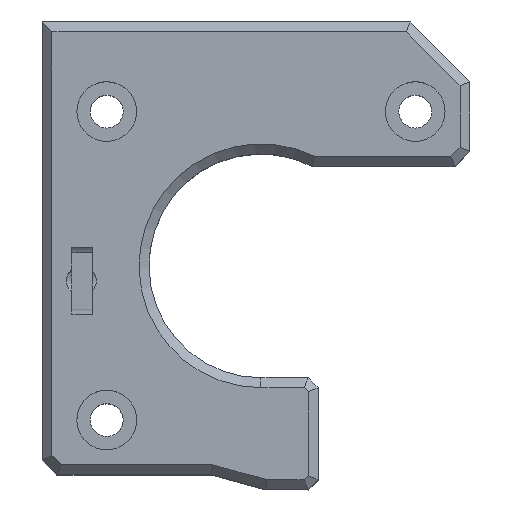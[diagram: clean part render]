
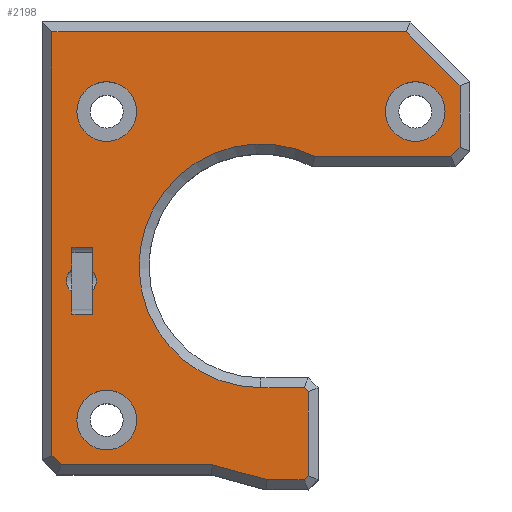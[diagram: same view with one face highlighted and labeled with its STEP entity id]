
A CAD part, top view. The second image highlights one B-rep face of the part: STEP entity #2198.
In plain terms, the highlighted planar face has unit normal (0, 0, 1).
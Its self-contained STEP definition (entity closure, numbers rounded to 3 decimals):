
#103=FACE_BOUND('',#343,.T.);
#104=FACE_BOUND('',#344,.T.);
#105=FACE_BOUND('',#345,.T.);
#106=FACE_BOUND('',#346,.T.);
#137=CIRCLE('',#2327,12.25);
#153=CIRCLE('',#2363,3.);
#154=CIRCLE('',#2364,3.);
#155=CIRCLE('',#2365,3.);
#156=CIRCLE('',#2366,1.5);
#157=CIRCLE('',#2367,1.5);
#216=FACE_OUTER_BOUND('',#342,.T.);
#342=EDGE_LOOP('',(#1565,#1566,#1567,#1568,#1569,#1570,#1571,#1572,#1573,
#1574,#1575,#1576,#1577,#1578,#1579));
#343=EDGE_LOOP('',(#1580));
#344=EDGE_LOOP('',(#1581));
#345=EDGE_LOOP('',(#1582));
#346=EDGE_LOOP('',(#1583,#1584,#1585,#1586,#1587,#1588,#1589,#1590));
#458=LINE('',#2984,#680);
#462=LINE('',#2991,#684);
#465=LINE('',#2997,#687);
#468=LINE('',#3003,#690);
#471=LINE('',#3009,#693);
#474=LINE('',#3015,#696);
#477=LINE('',#3029,#699);
#520=LINE('',#3168,#742);
#522=LINE('',#3177,#744);
#523=LINE('',#3180,#745);
#524=LINE('',#3182,#746);
#525=LINE('',#3184,#747);
#526=LINE('',#3186,#748);
#527=LINE('',#3188,#749);
#528=LINE('',#3190,#750);
#529=LINE('',#3191,#751);
#530=LINE('',#3199,#752);
#531=LINE('',#3201,#753);
#532=LINE('',#3204,#754);
#533=LINE('',#3206,#755);
#680=VECTOR('',#2470,10.);
#684=VECTOR('',#2476,10.);
#687=VECTOR('',#2481,10.);
#690=VECTOR('',#2486,10.);
#693=VECTOR('',#2491,10.);
#696=VECTOR('',#2496,10.);
#699=VECTOR('',#2507,10.);
#742=VECTOR('',#2608,10.);
#744=VECTOR('',#2616,10.);
#745=VECTOR('',#2619,10.);
#746=VECTOR('',#2620,10.);
#747=VECTOR('',#2621,10.);
#748=VECTOR('',#2622,10.);
#749=VECTOR('',#2623,10.);
#750=VECTOR('',#2624,10.);
#751=VECTOR('',#2625,10.);
#752=VECTOR('',#2632,10.);
#753=VECTOR('',#2633,10.);
#754=VECTOR('',#2636,10.);
#755=VECTOR('',#2637,10.);
#902=VERTEX_POINT('',#2981);
#903=VERTEX_POINT('',#2983);
#905=VERTEX_POINT('',#2989);
#907=VERTEX_POINT('',#2995);
#909=VERTEX_POINT('',#3001);
#911=VERTEX_POINT('',#3007);
#913=VERTEX_POINT('',#3013);
#915=VERTEX_POINT('',#3018);
#917=VERTEX_POINT('',#3027);
#956=VERTEX_POINT('',#3162);
#958=VERTEX_POINT('',#3166);
#960=VERTEX_POINT('',#3171);
#962=VERTEX_POINT('',#3175);
#963=VERTEX_POINT('',#3179);
#964=VERTEX_POINT('',#3181);
#965=VERTEX_POINT('',#3183);
#966=VERTEX_POINT('',#3185);
#967=VERTEX_POINT('',#3187);
#968=VERTEX_POINT('',#3189);
#969=VERTEX_POINT('',#3192);
#970=VERTEX_POINT('',#3194);
#971=VERTEX_POINT('',#3196);
#972=VERTEX_POINT('',#3198);
#973=VERTEX_POINT('',#3200);
#974=VERTEX_POINT('',#3202);
#975=VERTEX_POINT('',#3205);
#1114=EDGE_CURVE('',#902,#903,#458,.T.);
#1118=EDGE_CURVE('',#905,#902,#462,.T.);
#1121=EDGE_CURVE('',#907,#905,#465,.T.);
#1124=EDGE_CURVE('',#909,#907,#468,.T.);
#1127=EDGE_CURVE('',#911,#909,#471,.T.);
#1130=EDGE_CURVE('',#913,#911,#474,.T.);
#1132=EDGE_CURVE('',#915,#913,#137,.T.);
#1136=EDGE_CURVE('',#917,#915,#477,.T.);
#1194=EDGE_CURVE('',#958,#956,#520,.T.);
#1198=EDGE_CURVE('',#962,#960,#522,.T.);
#1199=EDGE_CURVE('',#963,#917,#523,.T.);
#1200=EDGE_CURVE('',#964,#963,#524,.T.);
#1201=EDGE_CURVE('',#965,#964,#525,.T.);
#1202=EDGE_CURVE('',#966,#965,#526,.T.);
#1203=EDGE_CURVE('',#967,#966,#527,.T.);
#1204=EDGE_CURVE('',#968,#967,#528,.T.);
#1205=EDGE_CURVE('',#903,#968,#529,.T.);
#1206=EDGE_CURVE('',#969,#969,#153,.T.);
#1207=EDGE_CURVE('',#970,#970,#154,.T.);
#1208=EDGE_CURVE('',#971,#971,#155,.T.);
#1209=EDGE_CURVE('',#956,#972,#530,.T.);
#1210=EDGE_CURVE('',#973,#958,#531,.T.);
#1211=EDGE_CURVE('',#974,#973,#156,.T.);
#1212=EDGE_CURVE('',#960,#974,#532,.T.);
#1213=EDGE_CURVE('',#975,#962,#533,.T.);
#1214=EDGE_CURVE('',#972,#975,#157,.T.);
#1565=ORIENTED_EDGE('',*,*,#1132,.F.);
#1566=ORIENTED_EDGE('',*,*,#1136,.F.);
#1567=ORIENTED_EDGE('',*,*,#1199,.F.);
#1568=ORIENTED_EDGE('',*,*,#1200,.F.);
#1569=ORIENTED_EDGE('',*,*,#1201,.F.);
#1570=ORIENTED_EDGE('',*,*,#1202,.F.);
#1571=ORIENTED_EDGE('',*,*,#1203,.F.);
#1572=ORIENTED_EDGE('',*,*,#1204,.F.);
#1573=ORIENTED_EDGE('',*,*,#1205,.F.);
#1574=ORIENTED_EDGE('',*,*,#1114,.F.);
#1575=ORIENTED_EDGE('',*,*,#1118,.F.);
#1576=ORIENTED_EDGE('',*,*,#1121,.F.);
#1577=ORIENTED_EDGE('',*,*,#1124,.F.);
#1578=ORIENTED_EDGE('',*,*,#1127,.F.);
#1579=ORIENTED_EDGE('',*,*,#1130,.F.);
#1580=ORIENTED_EDGE('',*,*,#1206,.F.);
#1581=ORIENTED_EDGE('',*,*,#1207,.F.);
#1582=ORIENTED_EDGE('',*,*,#1208,.F.);
#1583=ORIENTED_EDGE('',*,*,#1209,.F.);
#1584=ORIENTED_EDGE('',*,*,#1194,.F.);
#1585=ORIENTED_EDGE('',*,*,#1210,.F.);
#1586=ORIENTED_EDGE('',*,*,#1211,.F.);
#1587=ORIENTED_EDGE('',*,*,#1212,.F.);
#1588=ORIENTED_EDGE('',*,*,#1198,.F.);
#1589=ORIENTED_EDGE('',*,*,#1213,.F.);
#1590=ORIENTED_EDGE('',*,*,#1214,.F.);
#2118=PLANE('',#2362);
#2198=ADVANCED_FACE('',(#216,#103,#104,#105,#106),#2118,.F.);
#2327=AXIS2_PLACEMENT_3D('',#3022,#2499,#2500);
#2362=AXIS2_PLACEMENT_3D('',#3178,#2617,#2618);
#2363=AXIS2_PLACEMENT_3D('',#3193,#2626,#2627);
#2364=AXIS2_PLACEMENT_3D('',#3195,#2628,#2629);
#2365=AXIS2_PLACEMENT_3D('',#3197,#2630,#2631);
#2366=AXIS2_PLACEMENT_3D('',#3203,#2634,#2635);
#2367=AXIS2_PLACEMENT_3D('',#3207,#2638,#2639);
#2470=DIRECTION('',(-0.965,0.263,0.));
#2476=DIRECTION('',(-1.,0.,0.));
#2481=DIRECTION('',(-0.707,-0.707,0.));
#2486=DIRECTION('',(0.,-1.,0.));
#2491=DIRECTION('',(0.707,-0.707,0.));
#2496=DIRECTION('',(1.,0.,0.));
#2499=DIRECTION('center_axis',(0.,0.,1.));
#2500=DIRECTION('ref_axis',(-1.,0.,0.));
#2507=DIRECTION('',(-1.,0.,0.));
#2608=DIRECTION('',(-1.,0.,0.));
#2616=DIRECTION('',(1.,0.,0.));
#2617=DIRECTION('center_axis',(0.,0.,-1.));
#2618=DIRECTION('ref_axis',(0.,1.,0.));
#2619=DIRECTION('',(-0.707,-0.707,0.));
#2620=DIRECTION('',(0.,-1.,0.));
#2621=DIRECTION('',(0.707,-0.707,0.));
#2622=DIRECTION('',(1.,0.,0.));
#2623=DIRECTION('',(0.,1.,0.));
#2624=DIRECTION('',(-0.707,0.707,0.));
#2625=DIRECTION('',(-1.,0.,0.));
#2626=DIRECTION('center_axis',(0.,0.,1.));
#2627=DIRECTION('ref_axis',(1.,0.,0.));
#2628=DIRECTION('center_axis',(0.,0.,1.));
#2629=DIRECTION('ref_axis',(1.,0.,0.));
#2630=DIRECTION('center_axis',(0.,0.,1.));
#2631=DIRECTION('ref_axis',(1.,0.,0.));
#2632=DIRECTION('',(0.,-1.,0.));
#2633=DIRECTION('',(0.,1.,0.));
#2634=DIRECTION('center_axis',(0.,0.,1.));
#2635=DIRECTION('ref_axis',(-1.,0.,0.));
#2636=DIRECTION('',(0.,1.,0.));
#2637=DIRECTION('',(0.,-1.,0.));
#2638=DIRECTION('center_axis',(0.,0.,1.));
#2639=DIRECTION('ref_axis',(-1.,0.,0.));
#2981=CARTESIAN_POINT('',(0.634,-21.5,18.));
#2983=CARTESIAN_POINT('',(-4.866,-20.,18.));
#2984=CARTESIAN_POINT('',(-12.648,-17.878,18.));
#2989=CARTESIAN_POINT('',(4.336,-21.5,18.));
#2991=CARTESIAN_POINT('',(-10.75,-21.5,18.));
#2995=CARTESIAN_POINT('',(4.75,-21.086,18.));
#2997=CARTESIAN_POINT('',(-2.02,-27.855,18.));
#3001=CARTESIAN_POINT('',(4.75,-12.664,18.));
#3003=CARTESIAN_POINT('',(4.75,-21.75,18.));
#3007=CARTESIAN_POINT('',(4.336,-12.25,18.));
#3009=CARTESIAN_POINT('',(0.043,-7.957,18.));
#3013=CARTESIAN_POINT('',(0.,-12.25,18.));
#3015=CARTESIAN_POINT('',(-7.,-12.25,18.));
#3018=CARTESIAN_POINT('',(5.391,11.,18.));
#3022=CARTESIAN_POINT('Origin',(0.,0.,18.));
#3027=CARTESIAN_POINT('',(19.086,11.,18.));
#3029=CARTESIAN_POINT('',(-8.423,11.,18.));
#3162=CARTESIAN_POINT('',(-19.,1.85,18.));
#3166=CARTESIAN_POINT('',(-16.9,1.85,18.));
#3168=CARTESIAN_POINT('',(-20.5,1.85,18.));
#3171=CARTESIAN_POINT('',(-16.9,-4.85,18.));
#3175=CARTESIAN_POINT('',(-19.,-4.85,18.));
#3177=CARTESIAN_POINT('',(-20.5,-4.85,18.));
#3178=CARTESIAN_POINT('Origin',(-22.,-21.,18.));
#3179=CARTESIAN_POINT('',(20.,11.914,18.));
#3180=CARTESIAN_POINT('',(1.043,-7.043,18.));
#3181=CARTESIAN_POINT('',(20.,18.086,18.));
#3182=CARTESIAN_POINT('',(20.,-5.5,18.));
#3183=CARTESIAN_POINT('',(14.586,23.5,18.));
#3184=CARTESIAN_POINT('',(19.418,18.668,18.));
#3185=CARTESIAN_POINT('',(-21.,23.5,18.));
#3186=CARTESIAN_POINT('',(-3.5,23.5,18.));
#3187=CARTESIAN_POINT('',(-21.,-19.086,18.));
#3188=CARTESIAN_POINT('',(-21.,1.75,18.));
#3189=CARTESIAN_POINT('',(-20.086,-20.,18.));
#3190=CARTESIAN_POINT('',(-20.918,-19.168,18.));
#3191=CARTESIAN_POINT('',(-22.,-20.,18.));
#3192=CARTESIAN_POINT('',(12.5,15.5,18.));
#3193=CARTESIAN_POINT('Origin',(15.5,15.5,18.));
#3194=CARTESIAN_POINT('',(-18.5,15.5,18.));
#3195=CARTESIAN_POINT('Origin',(-15.5,15.5,18.));
#3196=CARTESIAN_POINT('',(-18.5,-15.5,18.));
#3197=CARTESIAN_POINT('Origin',(-15.5,-15.5,18.));
#3198=CARTESIAN_POINT('',(-19.,-0.339,18.));
#3199=CARTESIAN_POINT('',(-19.,-11.25,18.));
#3200=CARTESIAN_POINT('',(-16.9,-0.537,18.));
#3201=CARTESIAN_POINT('',(-16.9,-11.25,18.));
#3202=CARTESIAN_POINT('',(-16.9,-2.463,18.));
#3203=CARTESIAN_POINT('Origin',(-18.05,-1.5,18.));
#3204=CARTESIAN_POINT('',(-16.9,-11.25,18.));
#3205=CARTESIAN_POINT('',(-19.,-2.661,18.));
#3206=CARTESIAN_POINT('',(-19.,-11.25,18.));
#3207=CARTESIAN_POINT('Origin',(-18.05,-1.5,18.));
